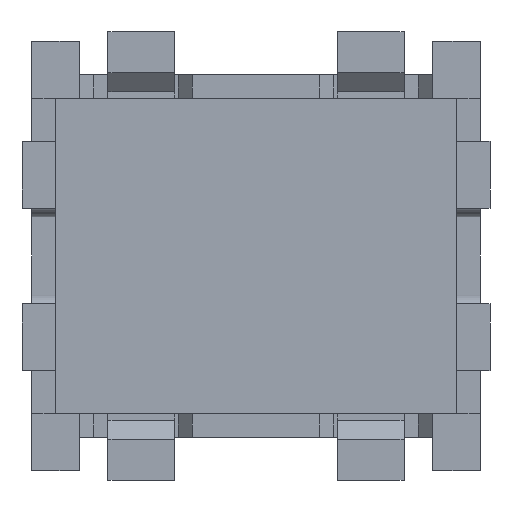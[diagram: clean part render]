
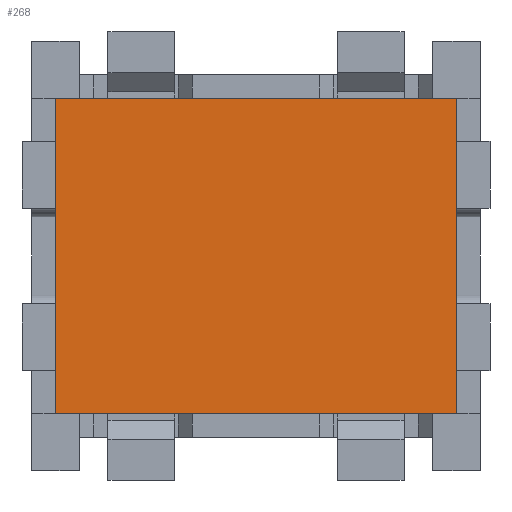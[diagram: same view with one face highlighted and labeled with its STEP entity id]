
A CAD part, front view. The second image highlights one B-rep face of the part: STEP entity #268.
In plain terms, the highlighted planar face has unit normal (0, -1, 0).
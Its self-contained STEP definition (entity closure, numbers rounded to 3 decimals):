
#268 = ADVANCED_FACE( '', ( #562 ), #563, .T. );
#562 = FACE_OUTER_BOUND( '', #867, .T. );
#563 = PLANE( '', #868 );
#867 = EDGE_LOOP( '', ( #2007, #2008, #2009, #2010 ) );
#868 = AXIS2_PLACEMENT_3D( '', #2011, #2012, #2013 );
#2007 = ORIENTED_EDGE( '', *, *, #2499, .T. );
#2008 = ORIENTED_EDGE( '', *, *, #2495, .T. );
#2009 = ORIENTED_EDGE( '', *, *, #2138, .F. );
#2010 = ORIENTED_EDGE( '', *, *, #2490, .F. );
#2011 = CARTESIAN_POINT( '', ( -2.35, 0., -1.9 ) );
#2012 = DIRECTION( '', ( 0., -1., 0. ) );
#2013 = DIRECTION( '', ( 0., 0., -1. ) );
#2138 = EDGE_CURVE( '', #2554, #2555, #2556, .T. );
#2490 = EDGE_CURVE( '', #3139, #2554, #3141, .T. );
#2495 = EDGE_CURVE( '', #3144, #2555, #3147, .T. );
#2499 = EDGE_CURVE( '', #3139, #3144, #3151, .T. );
#2554 = VERTEX_POINT( '', #3263 );
#2555 = VERTEX_POINT( '', #3264 );
#2556 = LINE( '', #3265, #3266 );
#3139 = VERTEX_POINT( '', #4191 );
#3141 = LINE( '', #4194, #4195 );
#3144 = VERTEX_POINT( '', #4200 );
#3147 = LINE( '', #4205, #4206 );
#3151 = LINE( '', #4213, #4214 );
#3263 = CARTESIAN_POINT( '', ( -2.1, 0., 1.65 ) );
#3264 = CARTESIAN_POINT( '', ( 2.1, 0., 1.65 ) );
#3265 = CARTESIAN_POINT( '', ( -2.1, 0., 1.65 ) );
#3266 = VECTOR( '', #4244, 1000. );
#4191 = CARTESIAN_POINT( '', ( -2.1, 0., -1.65 ) );
#4194 = CARTESIAN_POINT( '', ( -2.1, 0., -1.65 ) );
#4195 = VECTOR( '', #4612, 1000. );
#4200 = CARTESIAN_POINT( '', ( 2.1, 0., -1.65 ) );
#4205 = CARTESIAN_POINT( '', ( 2.1, 0., -1.65 ) );
#4206 = VECTOR( '', #4617, 1000. );
#4213 = CARTESIAN_POINT( '', ( -2.1, 0., -1.65 ) );
#4214 = VECTOR( '', #4621, 1000. );
#4244 = DIRECTION( '', ( 1., 0., 0. ) );
#4612 = DIRECTION( '', ( 0., 0., 1. ) );
#4617 = DIRECTION( '', ( 0., 0., 1. ) );
#4621 = DIRECTION( '', ( 1., 0., 0. ) );
